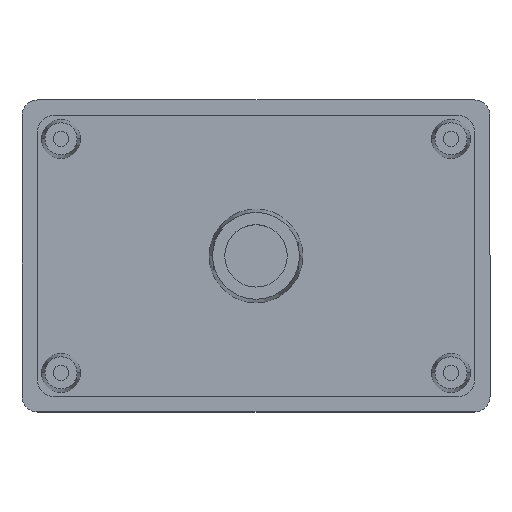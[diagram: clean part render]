
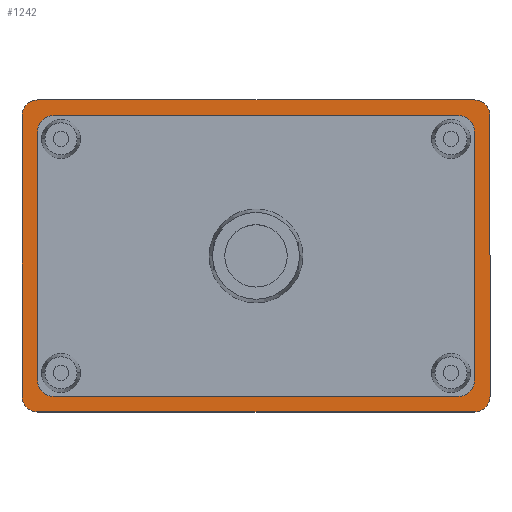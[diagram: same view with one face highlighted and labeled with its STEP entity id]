
A CAD part, top view. The second image highlights one B-rep face of the part: STEP entity #1242.
In plain terms, the highlighted planar face has unit normal (0, 0, 1).
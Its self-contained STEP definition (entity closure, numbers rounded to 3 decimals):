
#13 = ORIENTED_EDGE ( 'NONE', *, *, #1675, .T. ) ;
#27 = DIRECTION ( 'NONE',  ( 1., 0., 0. ) ) ;
#30 = VERTEX_POINT ( 'NONE', #815 ) ;
#31 = CARTESIAN_POINT ( 'NONE',  ( 26., 18., 5. ) ) ;
#40 = AXIS2_PLACEMENT_3D ( 'NONE', #532, #940, #1099 ) ;
#45 = ORIENTED_EDGE ( 'NONE', *, *, #1732, .F. ) ;
#55 = CARTESIAN_POINT ( 'NONE',  ( 28., -20., 5. ) ) ;
#72 = CARTESIAN_POINT ( 'NONE',  ( -30., 20., 5. ) ) ;
#97 = EDGE_CURVE ( 'NONE', #1161, #1811, #644, .T. ) ;
#125 = DIRECTION ( 'NONE',  ( -1., 0., 0. ) ) ;
#143 = CARTESIAN_POINT ( 'NONE',  ( 28., 20., 5. ) ) ;
#166 = VECTOR ( 'NONE', #1603, 1000. ) ;
#182 = EDGE_CURVE ( 'NONE', #218, #1342, #1438, .T. ) ;
#185 = ORIENTED_EDGE ( 'NONE', *, *, #1819, .F. ) ;
#206 = ORIENTED_EDGE ( 'NONE', *, *, #1420, .T. ) ;
#218 = VERTEX_POINT ( 'NONE', #143 ) ;
#223 = VERTEX_POINT ( 'NONE', #865 ) ;
#227 = CARTESIAN_POINT ( 'NONE',  ( -30., 18., 5. ) ) ;
#228 = DIRECTION ( 'NONE',  ( 1., 0., 0. ) ) ;
#238 = VERTEX_POINT ( 'NONE', #55 ) ;
#269 = ORIENTED_EDGE ( 'NONE', *, *, #432, .F. ) ;
#277 = PLANE ( 'NONE',  #457 ) ;
#283 = DIRECTION ( 'NONE',  ( 0., 0., -1. ) ) ;
#291 = EDGE_CURVE ( 'NONE', #381, #641, #1582, .T. ) ;
#295 = DIRECTION ( 'NONE',  ( -1., 0., 0. ) ) ;
#311 = LINE ( 'NONE', #734, #393 ) ;
#332 = CIRCLE ( 'NONE', #40, 2. ) ;
#342 = CARTESIAN_POINT ( 'NONE',  ( -28., -20., 5. ) ) ;
#346 = VERTEX_POINT ( 'NONE', #1053 ) ;
#366 = EDGE_LOOP ( 'NONE', ( #206, #1407, #744, #615, #482, #1093, #843, #999 ) ) ;
#367 = LINE ( 'NONE', #398, #846 ) ;
#372 = EDGE_LOOP ( 'NONE', ( #185, #1066, #269, #13, #45, #1615, #1205, #1150 ) ) ;
#377 = DIRECTION ( 'NONE',  ( 0., 0., 1. ) ) ;
#381 = VERTEX_POINT ( 'NONE', #31 ) ;
#387 = DIRECTION ( 'NONE',  ( 0., 0., 1. ) ) ;
#391 = AXIS2_PLACEMENT_3D ( 'NONE', #927, #387, #956 ) ;
#393 = VECTOR ( 'NONE', #27, 1000. ) ;
#398 = CARTESIAN_POINT ( 'NONE',  ( 30., -20., 5. ) ) ;
#406 = VERTEX_POINT ( 'NONE', #227 ) ;
#423 = DIRECTION ( 'NONE',  ( 0., 0., 1. ) ) ;
#425 = DIRECTION ( 'NONE',  ( 0., 1., 0. ) ) ;
#432 = EDGE_CURVE ( 'NONE', #223, #1777, #1376, .T. ) ;
#438 = DIRECTION ( 'NONE',  ( 1., 0., 0. ) ) ;
#446 = DIRECTION ( 'NONE',  ( 0., 0., 1. ) ) ;
#447 = AXIS2_PLACEMENT_3D ( 'NONE', #1257, #1231, #947 ) ;
#457 = AXIS2_PLACEMENT_3D ( 'NONE', #996, #423, #1003 ) ;
#460 = EDGE_CURVE ( 'NONE', #346, #30, #367, .T. ) ;
#482 = ORIENTED_EDGE ( 'NONE', *, *, #182, .T. ) ;
#532 = CARTESIAN_POINT ( 'NONE',  ( -26., -16., 5. ) ) ;
#559 = VECTOR ( 'NONE', #295, 1000. ) ;
#571 = LINE ( 'NONE', #72, #166 ) ;
#597 = CARTESIAN_POINT ( 'NONE',  ( -28., 20., 5. ) ) ;
#604 = VECTOR ( 'NONE', #1365, 1000. ) ;
#614 = EDGE_CURVE ( 'NONE', #1342, #406, #1250, .T. ) ;
#615 = ORIENTED_EDGE ( 'NONE', *, *, #1030, .T. ) ;
#641 = VERTEX_POINT ( 'NONE', #1381 ) ;
#644 = CIRCLE ( 'NONE', #887, 2. ) ;
#734 = CARTESIAN_POINT ( 'NONE',  ( -30., -20., 5. ) ) ;
#744 = ORIENTED_EDGE ( 'NONE', *, *, #460, .T. ) ;
#762 = CARTESIAN_POINT ( 'NONE',  ( -28., -18., 5. ) ) ;
#776 = AXIS2_PLACEMENT_3D ( 'NONE', #1008, #283, #438 ) ;
#785 = EDGE_CURVE ( 'NONE', #406, #1656, #571, .T. ) ;
#803 = LINE ( 'NONE', #1363, #1485 ) ;
#815 = CARTESIAN_POINT ( 'NONE',  ( 30., 18., 5. ) ) ;
#843 = ORIENTED_EDGE ( 'NONE', *, *, #785, .T. ) ;
#846 = VECTOR ( 'NONE', #952, 1000. ) ;
#856 = CARTESIAN_POINT ( 'NONE',  ( -26., 18., 5. ) ) ;
#865 = CARTESIAN_POINT ( 'NONE',  ( -26., -18., 5. ) ) ;
#870 = FACE_BOUND ( 'NONE', #372, .T. ) ;
#872 = AXIS2_PLACEMENT_3D ( 'NONE', #762, #446, #1444 ) ;
#874 = LINE ( 'NONE', #1291, #930 ) ;
#887 = AXIS2_PLACEMENT_3D ( 'NONE', #979, #1213, #941 ) ;
#917 = VERTEX_POINT ( 'NONE', #342 ) ;
#922 = CARTESIAN_POINT ( 'NONE',  ( -28., -18., 5. ) ) ;
#927 = CARTESIAN_POINT ( 'NONE',  ( 28., 18., 5. ) ) ;
#930 = VECTOR ( 'NONE', #425, 1000. ) ;
#940 = DIRECTION ( 'NONE',  ( 0., 0., -1. ) ) ;
#941 = DIRECTION ( 'NONE',  ( 1., 0., 0. ) ) ;
#945 = CARTESIAN_POINT ( 'NONE',  ( 28., -18., 5. ) ) ;
#947 = DIRECTION ( 'NONE',  ( 1., 0., 0. ) ) ;
#952 = DIRECTION ( 'NONE',  ( 0., 1., 0. ) ) ;
#956 = DIRECTION ( 'NONE',  ( 1., 0., 0. ) ) ;
#957 = EDGE_CURVE ( 'NONE', #238, #346, #1103, .T. ) ;
#979 = CARTESIAN_POINT ( 'NONE',  ( -26., 16., 5. ) ) ;
#983 = EDGE_CURVE ( 'NONE', #381, #1811, #1482, .T. ) ;
#993 = CIRCLE ( 'NONE', #776, 2. ) ;
#996 = CARTESIAN_POINT ( 'NONE',  ( 0., 0., 5. ) ) ;
#999 = ORIENTED_EDGE ( 'NONE', *, *, #1440, .T. ) ;
#1003 = DIRECTION ( 'NONE',  ( 1., 0., 0. ) ) ;
#1008 = CARTESIAN_POINT ( 'NONE',  ( 26., -16., 5. ) ) ;
#1030 = EDGE_CURVE ( 'NONE', #30, #218, #1544, .T. ) ;
#1053 = CARTESIAN_POINT ( 'NONE',  ( 30., -18., 5. ) ) ;
#1066 = ORIENTED_EDGE ( 'NONE', *, *, #1087, .T. ) ;
#1068 = AXIS2_PLACEMENT_3D ( 'NONE', #945, #377, #228 ) ;
#1082 = AXIS2_PLACEMENT_3D ( 'NONE', #1442, #1723, #1601 ) ;
#1087 = EDGE_CURVE ( 'NONE', #1324, #1777, #993, .T. ) ;
#1093 = ORIENTED_EDGE ( 'NONE', *, *, #614, .T. ) ;
#1099 = DIRECTION ( 'NONE',  ( 1., 0., 0. ) ) ;
#1103 = CIRCLE ( 'NONE', #1068, 2. ) ;
#1150 = ORIENTED_EDGE ( 'NONE', *, *, #291, .T. ) ;
#1161 = VERTEX_POINT ( 'NONE', #1536 ) ;
#1181 = CARTESIAN_POINT ( 'NONE',  ( 28., -16., 5. ) ) ;
#1204 = DIRECTION ( 'NONE',  ( 0., -1., 0. ) ) ;
#1205 = ORIENTED_EDGE ( 'NONE', *, *, #983, .F. ) ;
#1213 = DIRECTION ( 'NONE',  ( 0., 0., -1. ) ) ;
#1231 = DIRECTION ( 'NONE',  ( 0., 0., 1. ) ) ;
#1242 = ADVANCED_FACE ( 'NONE', ( #870, #1686 ), #277, .T. ) ;
#1250 = CIRCLE ( 'NONE', #447, 2. ) ;
#1257 = CARTESIAN_POINT ( 'NONE',  ( -28., 18., 5. ) ) ;
#1291 = CARTESIAN_POINT ( 'NONE',  ( 28., -18., 5. ) ) ;
#1324 = VERTEX_POINT ( 'NONE', #1181 ) ;
#1328 = CARTESIAN_POINT ( 'NONE',  ( -28., -16., 5. ) ) ;
#1342 = VERTEX_POINT ( 'NONE', #597 ) ;
#1363 = CARTESIAN_POINT ( 'NONE',  ( -28., 18., 5. ) ) ;
#1365 = DIRECTION ( 'NONE',  ( 1., 0., 0. ) ) ;
#1368 = CARTESIAN_POINT ( 'NONE',  ( 28., 18., 5. ) ) ;
#1376 = LINE ( 'NONE', #922, #604 ) ;
#1381 = CARTESIAN_POINT ( 'NONE',  ( 28., 16., 5. ) ) ;
#1407 = ORIENTED_EDGE ( 'NONE', *, *, #957, .T. ) ;
#1420 = EDGE_CURVE ( 'NONE', #917, #238, #311, .T. ) ;
#1430 = CARTESIAN_POINT ( 'NONE',  ( 26., -18., 5. ) ) ;
#1438 = LINE ( 'NONE', #1558, #559 ) ;
#1440 = EDGE_CURVE ( 'NONE', #1656, #917, #1692, .T. ) ;
#1442 = CARTESIAN_POINT ( 'NONE',  ( 26., 16., 5. ) ) ;
#1444 = DIRECTION ( 'NONE',  ( 1., 0., 0. ) ) ;
#1482 = LINE ( 'NONE', #1368, #1715 ) ;
#1485 = VECTOR ( 'NONE', #1204, 1000. ) ;
#1499 = CARTESIAN_POINT ( 'NONE',  ( -30., -18., 5. ) ) ;
#1536 = CARTESIAN_POINT ( 'NONE',  ( -28., 16., 5. ) ) ;
#1544 = CIRCLE ( 'NONE', #391, 2. ) ;
#1558 = CARTESIAN_POINT ( 'NONE',  ( 30., 20., 5. ) ) ;
#1582 = CIRCLE ( 'NONE', #1082, 2. ) ;
#1597 = VERTEX_POINT ( 'NONE', #1328 ) ;
#1601 = DIRECTION ( 'NONE',  ( 1., 0., 0. ) ) ;
#1603 = DIRECTION ( 'NONE',  ( 0., -1., 0. ) ) ;
#1615 = ORIENTED_EDGE ( 'NONE', *, *, #97, .T. ) ;
#1656 = VERTEX_POINT ( 'NONE', #1499 ) ;
#1675 = EDGE_CURVE ( 'NONE', #223, #1597, #332, .T. ) ;
#1686 = FACE_OUTER_BOUND ( 'NONE', #366, .T. ) ;
#1692 = CIRCLE ( 'NONE', #872, 2. ) ;
#1715 = VECTOR ( 'NONE', #125, 1000. ) ;
#1723 = DIRECTION ( 'NONE',  ( 0., 0., -1. ) ) ;
#1732 = EDGE_CURVE ( 'NONE', #1161, #1597, #803, .T. ) ;
#1777 = VERTEX_POINT ( 'NONE', #1430 ) ;
#1811 = VERTEX_POINT ( 'NONE', #856 ) ;
#1819 = EDGE_CURVE ( 'NONE', #1324, #641, #874, .T. ) ;
